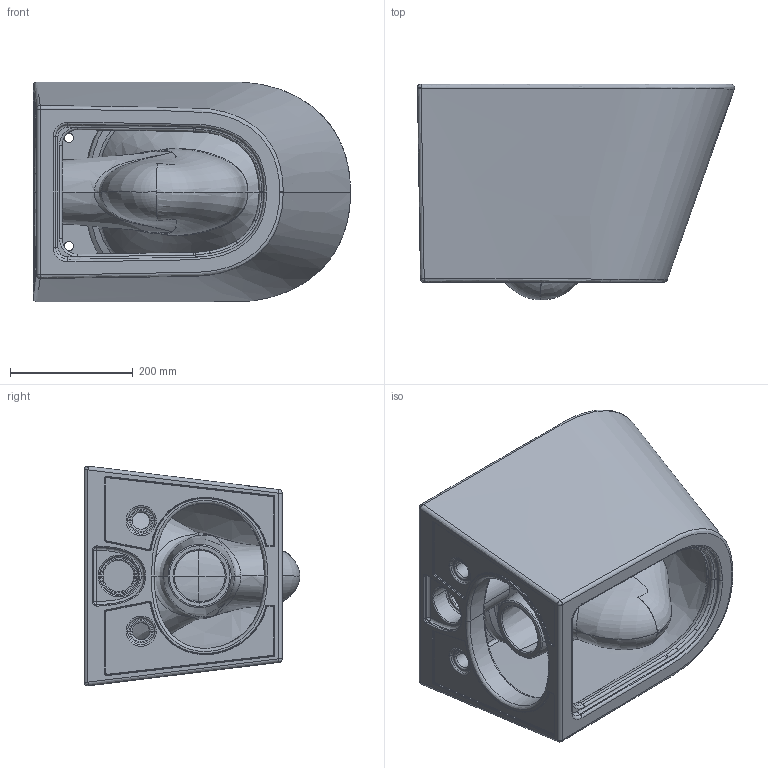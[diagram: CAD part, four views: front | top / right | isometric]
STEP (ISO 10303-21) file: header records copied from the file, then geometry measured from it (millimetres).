
FILE_DESCRIPTION (( 'STEP AP203' ), '1' );
FILE_NAME ('S27R308712P.STEP', '2025-03-10T06:27:51', ( '' ), ( '' ), 'SwSTEP 2.0', 'SolidWorks 2021', '' );
FILE_SCHEMA (( 'CONFIG_CONTROL_DESIGN' ));
Products named in the file (1): S27R308712P
Bounding box: 517.18 x 351.94 x 358.44 mm (x, y, z)
Volume: 10987947.2 mm3; surface area: 1639773.9 mm2
Topology: 1 solids, 1 shells, 371 faces, 940 edges, 562 vertices
Faces by surface type: bspline 195, cylinder 69, torus 57, plane 30, sphere 14, cone 6
Entity records: 143327 total; most frequent: CARTESIAN_POINT 135995, ORIENTED_EDGE 1842, DIRECTION 1047, EDGE_CURVE 921, VERTEX_POINT 558, B_SPLINE_CURVE_WITH_KNOTS 465, AXIS2_PLACEMENT_3D 446, EDGE_LOOP 389
